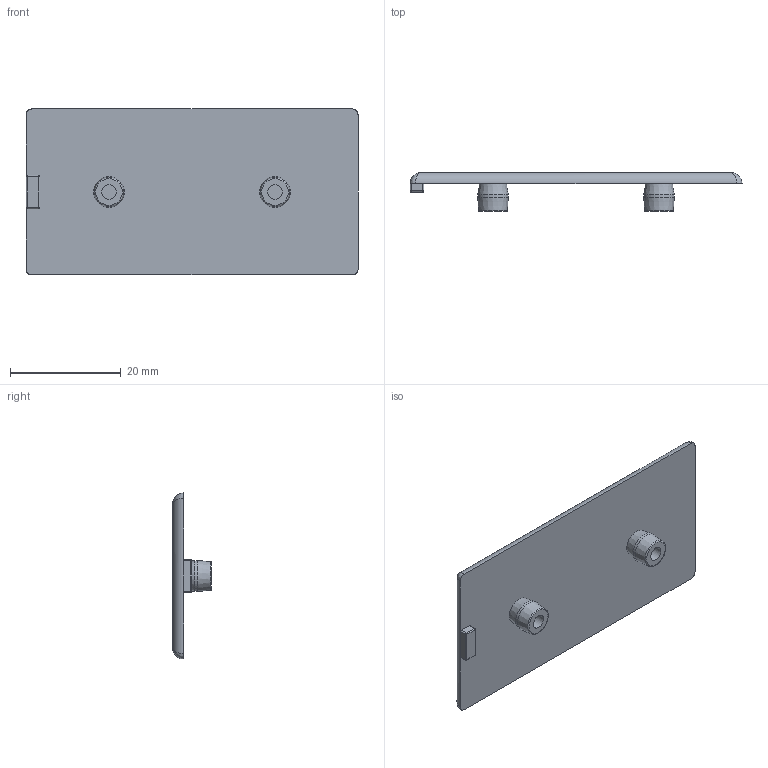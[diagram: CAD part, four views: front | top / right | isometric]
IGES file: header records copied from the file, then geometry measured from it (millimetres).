
Global section: file name: 223060.stp.ipt; native system: Autodesk Inventor 2014; preprocessor: unknown; author: zeman; date: 20151016.101538; units: millimetre
Bounding box: 60 x 7 x 30 mm (x, y, z)
Volume: 3641.4 mm3; surface area: 4076.1 mm2
Topology: 1 solids, 1 shells, 41 faces, 95 edges, 52 vertices
Faces by surface type: cylinder 14, plane 11, revolution 4, cone 4, sphere 4, bspline 4
Full cylindrical faces by diameter (mm): 5.6 x2
